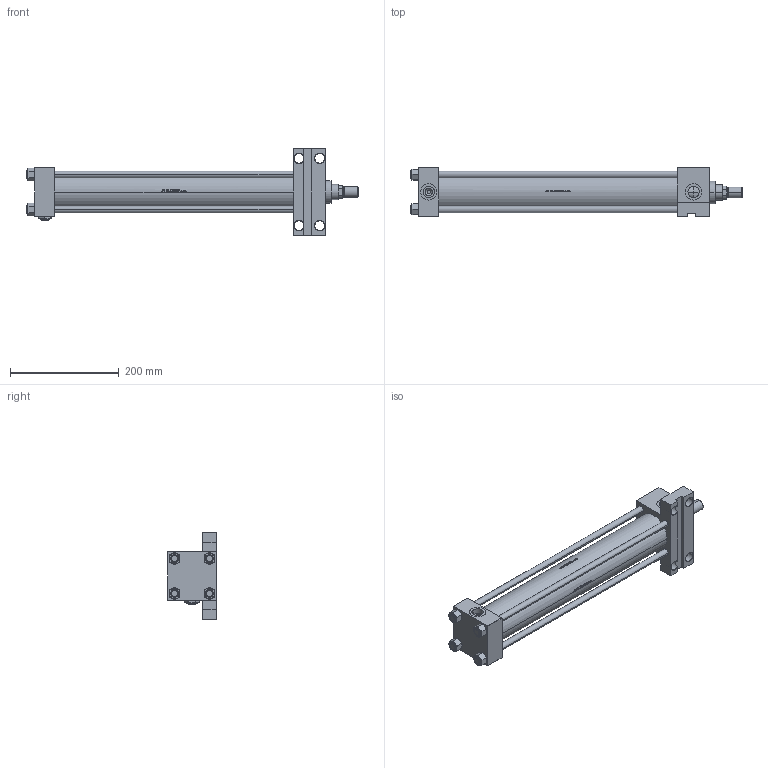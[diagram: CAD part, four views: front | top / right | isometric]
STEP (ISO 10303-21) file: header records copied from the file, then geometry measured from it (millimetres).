
FILE_DESCRIPTION (( 'STEP AP203' ), '1' );
FILE_NAME ('4767.STEP', '2023-01-17T18:21:01', ( '' ), ( '' ), 'SwSTEP 2.0', 'SolidWorks 2019', '' );
FILE_SCHEMA (( 'CONFIG_CONTROL_DESIGN' ));
Length unit declared in the file: millimetre
Products named in the file (8): V215CR_F_TYCINKA 1a3d4bd4833950a2298e8798c27a7aab; 4767; ROD_END_AH 1a3d4bd4833950a2298e8798c27a7aab; V215CR_F_Body 1a3d4bd4833950a2298e8798c27a7aab; NUT_M5_F 1a3d4bd4833950a2298e8798c27a7aab; V215_VC_A 1a3d4bd4833950a2298e8798c27a7aab; V215CR_VCP_F 1a3d4bd4833950a2298e8798c27a7aab; Zatka_pro_OIL_PORT 1a3d4bd4833950a2298e8798c27a7aab
Assembly tree (14 placements, depth 2):
  4767
    V215CR_F_Body 1a3d4bd4833950a2298e8798c27a7aab
    V215CR_VCP_F 1a3d4bd4833950a2298e8798c27a7aab
    V215CR_F_TYCINKA 1a3d4bd4833950a2298e8798c27a7aab  x4
    NUT_M5_F 1a3d4bd4833950a2298e8798c27a7aab  x4
    V215_VC_A 1a3d4bd4833950a2298e8798c27a7aab
    ROD_END_AH 1a3d4bd4833950a2298e8798c27a7aab
    Zatka_pro_OIL_PORT 1a3d4bd4833950a2298e8798c27a7aab  x2
Bounding box: 611 x 90 x 160 mm (x, y, z)
Volume: 1663482.6 mm3; surface area: 449697.8 mm2
Topology: 14 solids, 14 shells, 1222 faces, 3006 edges, 1935 vertices
Faces by surface type: plane 492, bspline 380, cone 198, cylinder 142, torus 10
Entity records: 50402 total; most frequent: CARTESIAN_POINT 26703, ORIENTED_EDGE 5312, DIRECTION 3470, EDGE_CURVE 2656, VERTEX_POINT 1733, LINE 1342, VECTOR 1342, EDGE_LOOP 1205
